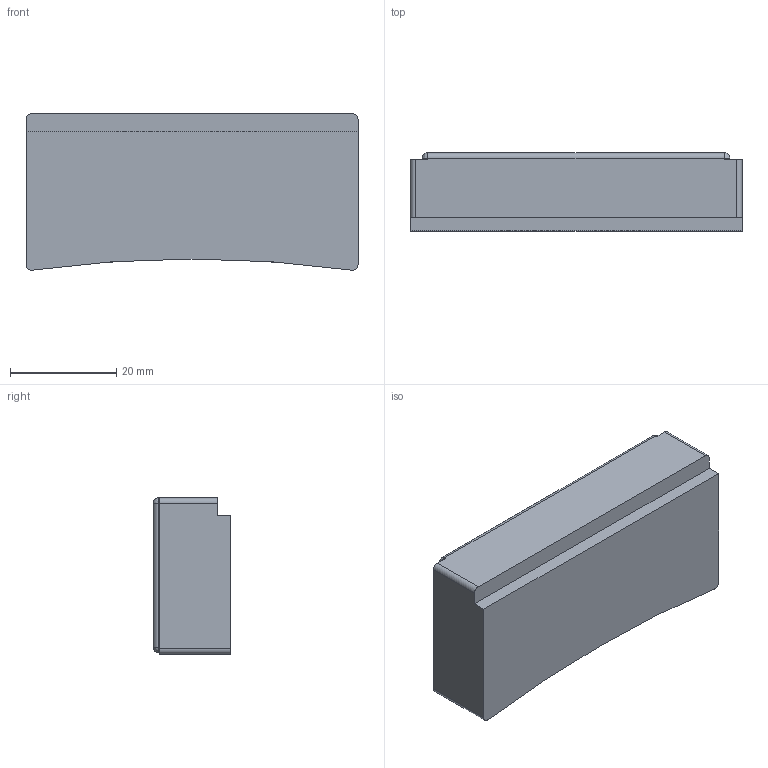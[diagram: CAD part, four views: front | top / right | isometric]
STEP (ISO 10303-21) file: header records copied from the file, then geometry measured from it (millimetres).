
FILE_DESCRIPTION (( 'STEP AP214' ), '1' );
FILE_NAME ('CFW320-CUSB.STEP', '2025-01-06T15:28:34', ( '' ), ( '' ), 'SwSTEP 2.0', 'SolidWorks 2021', '' );
FILE_SCHEMA (( 'AUTOMOTIVE_DESIGN' ));
Length unit declared in the file: inch
Products named in the file (1): CFW320-CUSB
Bounding box: 62.5 x 14.67 x 29.45 mm (x, y, z)
Volume: 25004.3 mm3; surface area: 6083 mm2
Topology: 1 solids, 1 shells, 33 faces, 85 edges, 50 vertices
Faces by surface type: cylinder 16, plane 11, bspline 6
Entity records: 1083 total; most frequent: CARTESIAN_POINT 261, DIRECTION 173, ORIENTED_EDGE 162, EDGE_CURVE 81, AXIS2_PLACEMENT_3D 66, VERTEX_POINT 50, VECTOR 41, LINE 41
